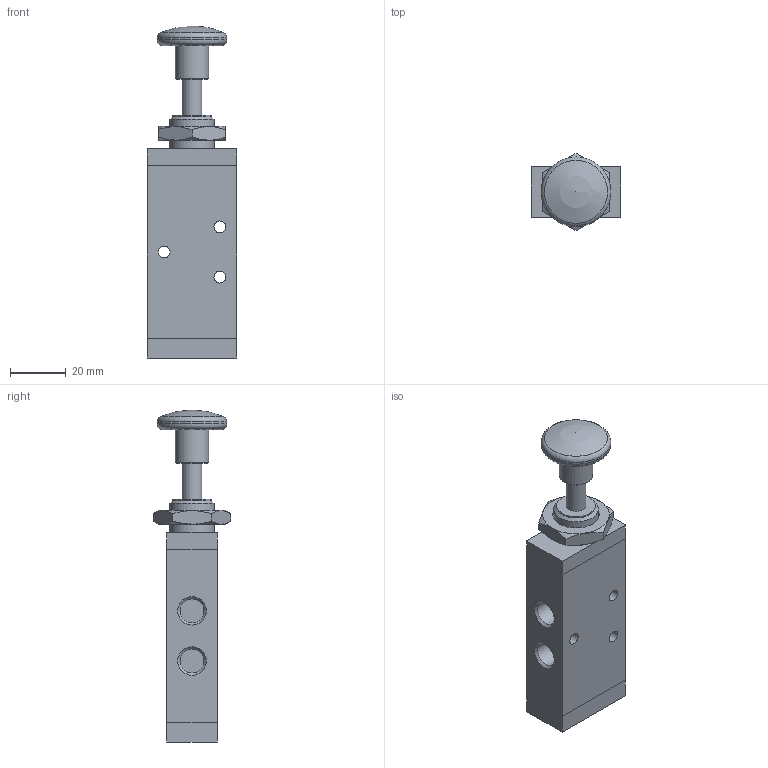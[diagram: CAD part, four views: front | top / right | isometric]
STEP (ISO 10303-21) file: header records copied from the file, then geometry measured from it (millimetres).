
FILE_DESCRIPTION((''),'2;1');
FILE_NAME('228_52_8_1-#.stp','2006-12-19T11:42:56',('rivolro1'),(''),'Autodesk Inventor 11','Autodesk Inventor 11','');
FILE_SCHEMA(('AUTOMOTIVE_DESIGN { 1 0 10303 214 1 1 1 1 }'));
Length unit declared in the file: millimetre
Products named in the file (3): 228_52_8_1-#; 218-019
Assembly tree (2 placements, depth 2):
  228_52_8_1-#
    228_52_8_1-#
    218-019
Bounding box: 32 x 27.71 x 119 mm (x, y, z)
Volume: 48459.6 mm3; surface area: 14011.6 mm2
Topology: 2 solids, 2 shells, 60 faces, 125 edges, 79 vertices
Faces by surface type: plane 27, bspline 18, cylinder 8, cone 4, torus 2, sphere 1
Full cylindrical faces by diameter (mm): 4.25 x3, 7.1 x1, 12 x1, 14 x1, 16 x1, 25 x1
Entity records: 1674 total; most frequent: CARTESIAN_POINT 495, DIRECTION 216, ORIENTED_EDGE 188, EDGE_LOOP 106, EDGE_CURVE 94, AXIS2_PLACEMENT_3D 87, VERTEX_POINT 76, FACE_OUTER_BOUND 60
